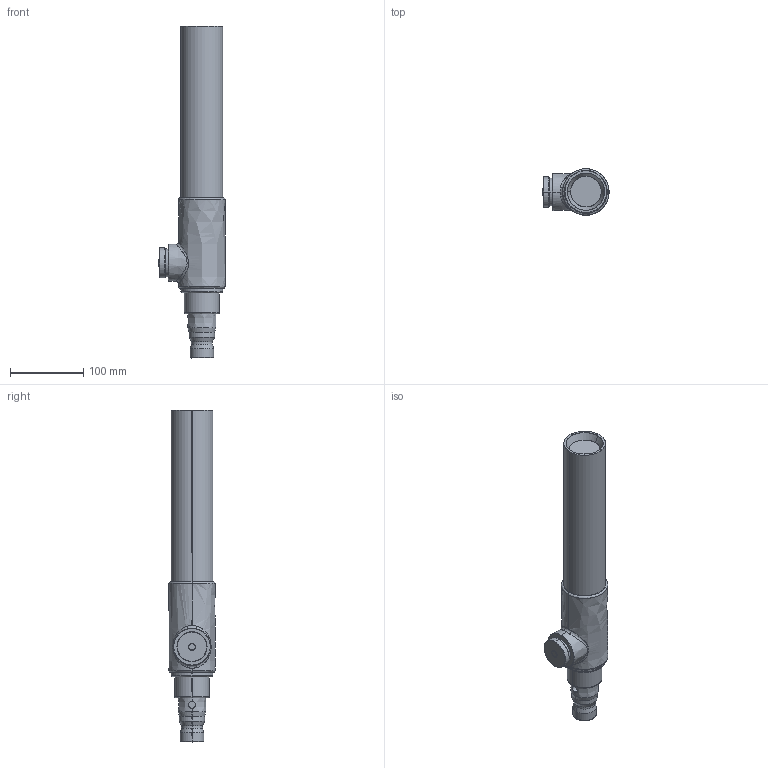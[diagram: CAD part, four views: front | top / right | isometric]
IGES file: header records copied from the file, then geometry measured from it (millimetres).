
Start section: SolidWorks IGES file using analytic representation for surfaces
Global section: file name: C47280.IGS; native system: SolidWorks 2013; preprocessor: SolidWorks 2013; author: igipson; date: 130816.113031; units: inch
Bounding box: 90.49 x 63.5 x 454.02 mm (x, y, z)
Surface area: 90384.9 mm2 (no closed solid volume)
Topology: 0 solids, 0 shells, 71 faces, 1688 edges, 1688 vertices
Faces by surface type: revolution 42, bspline 29
